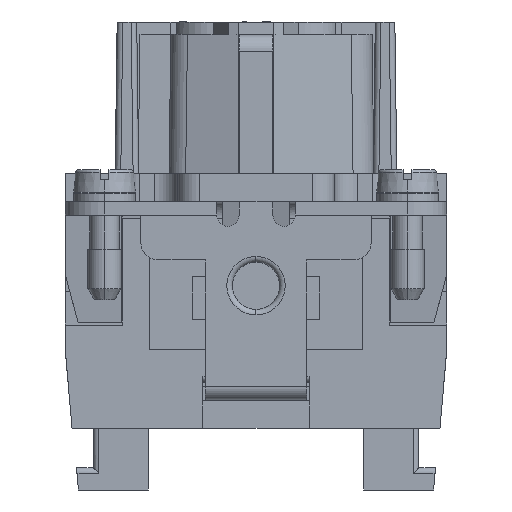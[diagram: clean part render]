
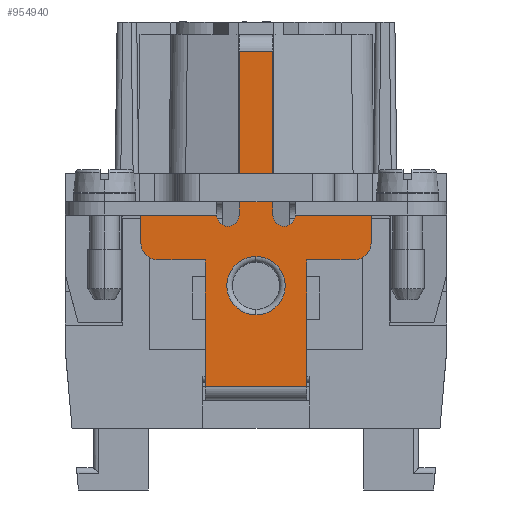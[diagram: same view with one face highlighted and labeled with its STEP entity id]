
A CAD part, left-side view. The second image highlights one B-rep face of the part: STEP entity #954940.
In plain terms, the highlighted face is planar.
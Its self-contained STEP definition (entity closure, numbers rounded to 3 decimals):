
#12280=CARTESIAN_POINT('',(-7.746,24.176,0.));
#12290=DIRECTION('',(0.,0.,-1.));
#12300=VECTOR('',#12290,1.);
#12310=LINE('',#12280,#12300);
#12320=CARTESIAN_POINT('',(-7.746,24.176,
-5.4));
#12330=VERTEX_POINT('',#12320);
#12340=CARTESIAN_POINT('',(-7.746,24.176,
-11.4));
#12350=VERTEX_POINT('',#12340);
#12360=EDGE_CURVE('',#12330,#12350,#12310,.T.);
#13320=CARTESIAN_POINT('',(-7.746,24.176,
-0.1));
#13330=VERTEX_POINT('',#13320);
#13360=CARTESIAN_POINT('',(-7.746,24.176,0.));
#13370=DIRECTION('',(0.,0.,-1.));
#13380=VECTOR('',#13370,1.);
#13390=LINE('',#13360,#13380);
#13400=CARTESIAN_POINT('',(-7.746,24.176,
-1.6));
#13410=VERTEX_POINT('',#13400);
#13420=EDGE_CURVE('',#13330,#13410,#13390,.T.);
#289550=CARTESIAN_POINT('',(-7.746,33.176,
-5.4));
#289560=VERTEX_POINT('',#289550);
#289710=CARTESIAN_POINT('',(-7.746,33.176,
-1.6));
#289720=VERTEX_POINT('',#289710);
#289750=CARTESIAN_POINT('',(-7.746,33.176,0.));
#289760=DIRECTION('',(0.,0.,1.));
#289770=VECTOR('',#289760,1.);
#289780=LINE('',#289750,#289770);
#289790=CARTESIAN_POINT('',(-7.746,33.176,
-0.1));
#289800=VERTEX_POINT('',#289790);
#289810=EDGE_CURVE('',#289720,#289800,#289780,.T.);
#290770=CARTESIAN_POINT('',(-7.746,33.176,
-11.4));
#290780=VERTEX_POINT('',#290770);
#290810=CARTESIAN_POINT('',(-7.746,33.176,0.));
#290820=DIRECTION('',(0.,0.,1.));
#290830=VECTOR('',#290820,1.);
#290840=LINE('',#290810,#290830);
#290850=EDGE_CURVE('',#290780,#289560,#290840,.T.);
#918190=CARTESIAN_POINT('',(-7.746,37.426,
-0.1));
#918200=VERTEX_POINT('',#918190);
#918320=CARTESIAN_POINT('',(-7.746,72.675,
-0.1));
#918330=DIRECTION('',(0.,-1.,0.));
#918340=VECTOR('',#918330,1.);
#918350=LINE('',#918320,#918340);
#918360=EDGE_CURVE('',#918200,#289800,#918350,.T.);
#953550=CARTESIAN_POINT('',(-7.746,29.669,
-7.687));
#953560=DIRECTION('',(1.,0.,0.));
#953570=DIRECTION('',(0.,-1.,0.));
#953580=AXIS2_PLACEMENT_3D('',#953550,#953560,#953570);
#953590=PLANE('',#953580);
#953600=CARTESIAN_POINT('',(-7.746,28.676,
-2.4));
#953610=DIRECTION('',(1.,0.,0.));
#953620=DIRECTION('',(0.,-1.,0.));
#953630=AXIS2_PLACEMENT_3D('',#953600,#953610,#953620);
#953640=CIRCLE('',#953630,2.6);
#953650=CARTESIAN_POINT('',(-7.746,28.676,
-5.));
#953660=VERTEX_POINT('',#953650);
#953670=CARTESIAN_POINT('',(-7.746,28.676,
0.2));
#953680=VERTEX_POINT('',#953670);
#953690=EDGE_CURVE('',#953660,#953680,#953640,.T.);
#953700=ORIENTED_EDGE('',*,*,#953690,.F.);
#953710=EDGE_CURVE('',#953680,#953660,#953640,.T.);
#953720=ORIENTED_EDGE('',*,*,#953710,.F.);
#953730=EDGE_LOOP('',(#953720,#953700));
#953740=FACE_BOUND('',#953730,.T.);
#953750=ORIENTED_EDGE('',*,*,#290850,.T.);
#953760=CARTESIAN_POINT('',(-7.746,72.675,
-11.4));
#953770=DIRECTION('',(0.,-1.,0.));
#953780=VECTOR('',#953770,1.);
#953790=LINE('',#953760,#953780);
#953800=EDGE_CURVE('',#290780,#12350,#953790,.T.);
#953810=ORIENTED_EDGE('',*,*,#953800,.F.);
#953820=ORIENTED_EDGE('',*,*,#12360,.T.);
#953830=CARTESIAN_POINT('',(-7.746,24.176,0.));
#953840=DIRECTION('',(0.,0.,-1.));
#953850=VECTOR('',#953840,1.);
#953860=LINE('',#953830,#953850);
#953870=EDGE_CURVE('',#13410,#12330,#953860,.T.);
#953880=ORIENTED_EDGE('',*,*,#953870,.T.);
#953890=ORIENTED_EDGE('',*,*,#13420,.T.);
#953900=CARTESIAN_POINT('',(-7.746,72.675,
-0.1));
#953910=DIRECTION('',(0.,-1.,0.));
#953920=VECTOR('',#953910,1.);
#953930=LINE('',#953900,#953920);
#953940=CARTESIAN_POINT('',(-7.746,19.926,
-0.1));
#953950=VERTEX_POINT('',#953940);
#953960=EDGE_CURVE('',#13330,#953950,#953930,.T.);
#953970=ORIENTED_EDGE('',*,*,#953960,.F.);
#953980=CARTESIAN_POINT('',(-7.746,19.926,
1.4));
#953990=DIRECTION('',(-1.,0.,0.));
#954000=DIRECTION('',(0.,1.,0.));
#954010=AXIS2_PLACEMENT_3D('',#953980,#953990,#954000);
#954020=CIRCLE('',#954010,1.5);
#954030=CARTESIAN_POINT('',(-7.746,18.426,
1.4));
#954040=VERTEX_POINT('',#954030);
#954050=EDGE_CURVE('',#953950,#954040,#954020,.T.);
#954060=ORIENTED_EDGE('',*,*,#954050,.F.);
#954070=CARTESIAN_POINT('',(-7.746,18.426,
20.6));
#954080=DIRECTION('',(0.,0.,1.));
#954090=VECTOR('',#954080,1.);
#954100=LINE('',#954070,#954090);
#954110=CARTESIAN_POINT('',(-7.746,18.426,
3.9));
#954120=VERTEX_POINT('',#954110);
#954130=EDGE_CURVE('',#954040,#954120,#954100,.T.);
#954140=ORIENTED_EDGE('',*,*,#954130,.F.);
#954150=CARTESIAN_POINT('',(-7.746,72.675,
3.9));
#954160=DIRECTION('',(0.,1.,0.));
#954170=VECTOR('',#954160,1.);
#954180=LINE('',#954150,#954170);
#954190=CARTESIAN_POINT('',(-7.746,25.176,
3.9));
#954200=VERTEX_POINT('',#954190);
#954210=EDGE_CURVE('',#954120,#954200,#954180,.T.);
#954220=ORIENTED_EDGE('',*,*,#954210,.F.);
#954230=CARTESIAN_POINT('',(-7.746,26.176,
3.9));
#954240=DIRECTION('',(1.,0.,0.));
#954250=DIRECTION('',(0.,-1.,0.));
#954260=AXIS2_PLACEMENT_3D('',#954230,#954240,#954250);
#954270=CIRCLE('',#954260,1.);
#954280=CARTESIAN_POINT('',(-7.746,27.176,
3.9));
#954290=VERTEX_POINT('',#954280);
#954300=EDGE_CURVE('',#954200,#954290,#954270,.T.);
#954310=ORIENTED_EDGE('',*,*,#954300,.F.);
#954320=CARTESIAN_POINT('',(-7.746,27.176,
20.6));
#954330=DIRECTION('',(0.,0.,1.));
#954340=VECTOR('',#954330,1.);
#954350=LINE('',#954320,#954340);
#954360=CARTESIAN_POINT('',(-7.746,27.176,
18.5));
#954370=VERTEX_POINT('',#954360);
#954380=EDGE_CURVE('',#954290,#954370,#954350,.T.);
#954390=ORIENTED_EDGE('',*,*,#954380,.F.);
#954400=CARTESIAN_POINT('',(-7.746,72.675,
18.5));
#954410=DIRECTION('',(0.,-1.,0.));
#954420=VECTOR('',#954410,1.);
#954430=LINE('',#954400,#954420);
#954440=CARTESIAN_POINT('',(-7.746,30.176,
18.5));
#954450=VERTEX_POINT('',#954440);
#954460=EDGE_CURVE('',#954450,#954370,#954430,.T.);
#954470=ORIENTED_EDGE('',*,*,#954460,.T.);
#954480=CARTESIAN_POINT('',(-7.746,30.176,
20.6));
#954490=DIRECTION('',(0.,0.,-1.));
#954500=VECTOR('',#954490,1.);
#954510=LINE('',#954480,#954500);
#954520=CARTESIAN_POINT('',(-7.746,30.176,
3.9));
#954530=VERTEX_POINT('',#954520);
#954540=EDGE_CURVE('',#954450,#954530,#954510,.T.);
#954550=ORIENTED_EDGE('',*,*,#954540,.F.);
#954560=CARTESIAN_POINT('',(-7.746,31.176,
3.9));
#954570=DIRECTION('',(1.,0.,0.));
#954580=DIRECTION('',(0.,-1.,0.));
#954590=AXIS2_PLACEMENT_3D('',#954560,#954570,#954580);
#954600=CIRCLE('',#954590,1.);
#954610=CARTESIAN_POINT('',(-7.746,32.176,
3.9));
#954620=VERTEX_POINT('',#954610);
#954630=EDGE_CURVE('',#954530,#954620,#954600,.T.);
#954640=ORIENTED_EDGE('',*,*,#954630,.F.);
#954650=CARTESIAN_POINT('',(-7.746,38.926,
3.9));
#954660=VERTEX_POINT('',#954650);
#954670=EDGE_CURVE('',#954620,#954660,#954180,.T.);
#954680=ORIENTED_EDGE('',*,*,#954670,.F.);
#954690=CARTESIAN_POINT('',(-7.746,38.926,
20.6));
#954700=DIRECTION('',(0.,0.,-1.));
#954710=VECTOR('',#954700,1.);
#954720=LINE('',#954690,#954710);
#954730=CARTESIAN_POINT('',(-7.746,38.926,
1.4));
#954740=VERTEX_POINT('',#954730);
#954750=EDGE_CURVE('',#954660,#954740,#954720,.T.);
#954760=ORIENTED_EDGE('',*,*,#954750,.F.);
#954770=CARTESIAN_POINT('',(-7.746,37.426,
1.4));
#954780=DIRECTION('',(-1.,0.,0.));
#954790=DIRECTION('',(0.,1.,0.));
#954800=AXIS2_PLACEMENT_3D('',#954770,#954780,#954790);
#954810=CIRCLE('',#954800,1.5);
#954820=EDGE_CURVE('',#954740,#918200,#954810,.T.);
#954830=ORIENTED_EDGE('',*,*,#954820,.F.);
#954840=ORIENTED_EDGE('',*,*,#918360,.F.);
#954850=ORIENTED_EDGE('',*,*,#289810,.T.);
#954860=CARTESIAN_POINT('',(-7.746,33.176,0.));
#954870=DIRECTION('',(0.,0.,1.));
#954880=VECTOR('',#954870,1.);
#954890=LINE('',#954860,#954880);
#954900=EDGE_CURVE('',#289560,#289720,#954890,.T.);
#954910=ORIENTED_EDGE('',*,*,#954900,.T.);
#954920=EDGE_LOOP('',(#954910,#954850,#954840,#954830,#954760,#954680,
#954640,#954550,#954470,#954390,#954310,#954220,#954140,#954060,#953970,
#953890,#953880,#953820,#953810,#953750));
#954930=FACE_OUTER_BOUND('',#954920,.T.);
#954940=ADVANCED_FACE('',(#953740,#954930),#953590,.T.);
